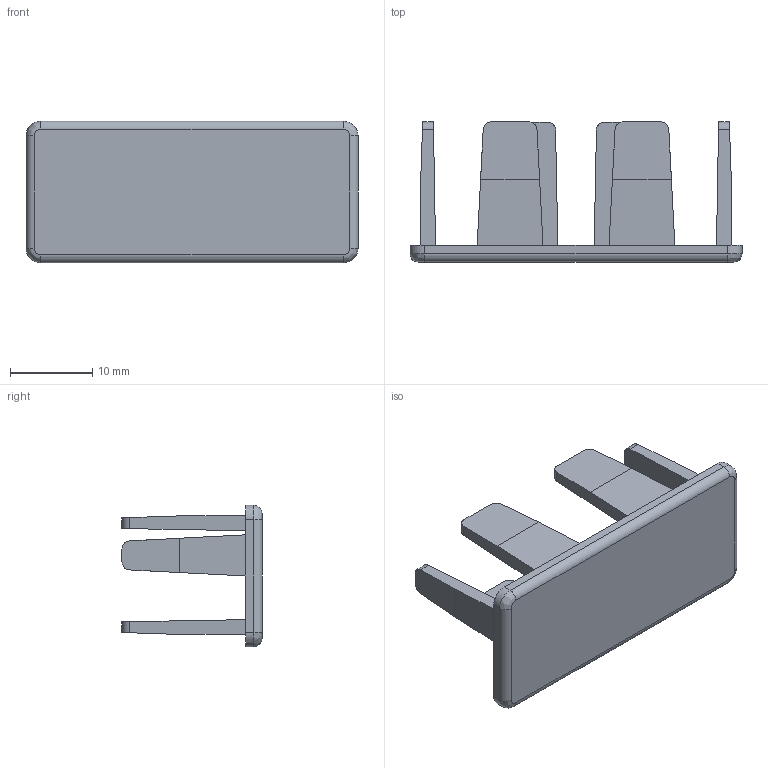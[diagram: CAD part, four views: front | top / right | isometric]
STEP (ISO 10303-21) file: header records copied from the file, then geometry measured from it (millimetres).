
FILE_DESCRIPTION((''),'2;1');
FILE_NAME('6193110','2016-09-02T',('AndreasKeweloh'),(''),'CREO PARAMETRIC BY PTC INC, 2016050','CREO PARAMETRIC BY PTC INC, 2016050','');
FILE_SCHEMA(('CONFIG_CONTROL_DESIGN'));
Length unit declared in the file: millimetre
Products named in the file (1): 6193110
Bounding box: 40.3 x 17 x 17.2 mm (x, y, z)
Volume: 2166.5 mm3; surface area: 2811 mm2
Topology: 1 solids, 1 shells, 131 faces, 337 edges, 222 vertices
Faces by surface type: plane 76, extrusion 31, cylinder 20, bspline 4
Entity records: 5406 total; most frequent: CARTESIAN_POINT 2339, ORIENTED_EDGE 674, DIRECTION 494, EDGE_CURVE 337, VECTOR 262, LINE 231, VERTEX_POINT 222, EDGE_LOOP 145
